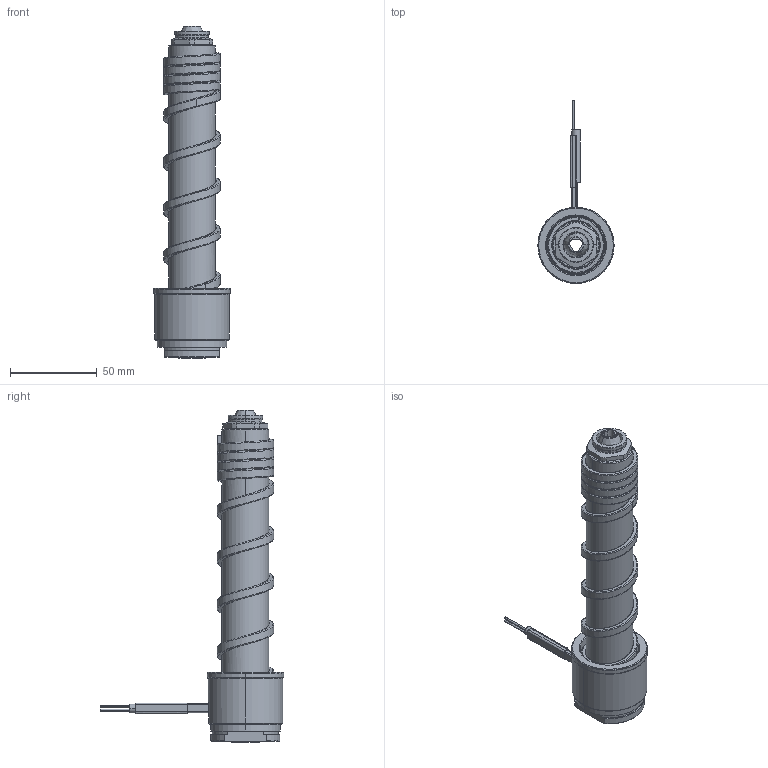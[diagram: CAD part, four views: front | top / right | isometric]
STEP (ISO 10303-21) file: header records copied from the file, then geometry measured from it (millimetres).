
FILE_DESCRIPTION((''),'2;1');
FILE_NAME('EL-196-CEG','2014-03-04T',('Íàòàëüÿ'),('IMID'),'PRO/ENGINEER BY PARAMETRIC TECHNOLOGY CORPORATION, 2010180','PRO/ENGINEER BY PARAMETRIC TECHNOLOGY CORPORATION, 2010180','');
FILE_SCHEMA(('CONFIG_CONTROL_DESIGN'));
Length unit declared in the file: millimetre
Products named in the file (1): EL-196-CEG
Bounding box: 44 x 105.5 x 191.3 mm (x, y, z)
Volume: 131672.3 mm3; surface area: 47467.3 mm2
Topology: 1 solids, 8 shells, 331 faces, 835 edges, 500 vertices
Faces by surface type: cylinder 112, bspline 65, cone 56, plane 53, torus 28, revolution 9, extrusion 8
Entity records: 21819 total; most frequent: CARTESIAN_POINT 14305, ORIENTED_EDGE 1630, DIRECTION 1430, EDGE_CURVE 827, AXIS2_PLACEMENT_3D 562, VERTEX_POINT 500, EDGE_LOOP 355, FACE_OUTER_BOUND 331
